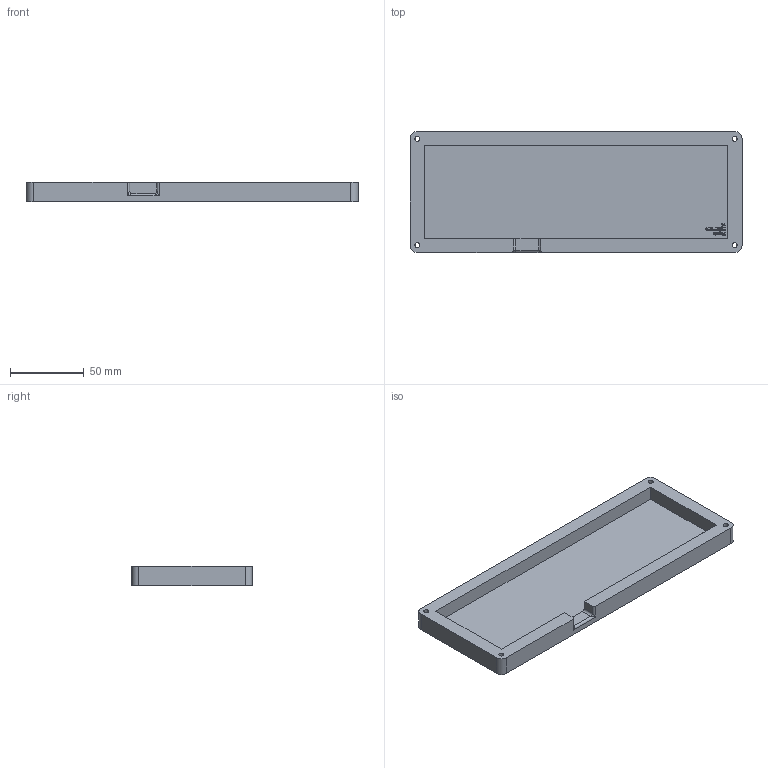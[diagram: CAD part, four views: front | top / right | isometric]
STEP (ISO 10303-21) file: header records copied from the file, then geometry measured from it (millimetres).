
FILE_DESCRIPTION(/* description */ (''),/* implementation_level */ '2;1');
FILE_NAME(/* name */ 'HackPiano base rev1.step',/* time_stamp */ '2025-07-01T21:57:12-07:00',/* author */ (''),/* organization */ (''),/* preprocessor_version */ 'ST-DEVELOPER v20.1',/* originating_system */ 'Autodesk Translation Framework v14.10.0.0',/* authorisation */ '');
FILE_SCHEMA (('AUTOMOTIVE_DESIGN { 1 0 10303 214 3 1 1 }'));
Length unit declared in the file: millimetre
Products named in the file (2): 2025-07-01-10-43-26-886; 2025-07-01-10-46-10-906
Bounding box: 224.76 x 81.89 x 13 mm (x, y, z)
Volume: 107556.2 mm3; surface area: 50448.8 mm2
Topology: 1 solids, 1 shells, 409 faces, 1130 edges, 750 vertices
Faces by surface type: bspline 248, plane 144, cylinder 17
Full cylindrical faces by diameter (mm): 3.4 x4, 6 x4
Entity records: 15354 total; most frequent: CARTESIAN_POINT 6535, ORIENTED_EDGE 2256, EDGE_CURVE 1128, DIRECTION 998, VERTEX_POINT 750, LINE 602, VECTOR 602, B_SPLINE_CURVE_WITH_KNOTS 492
